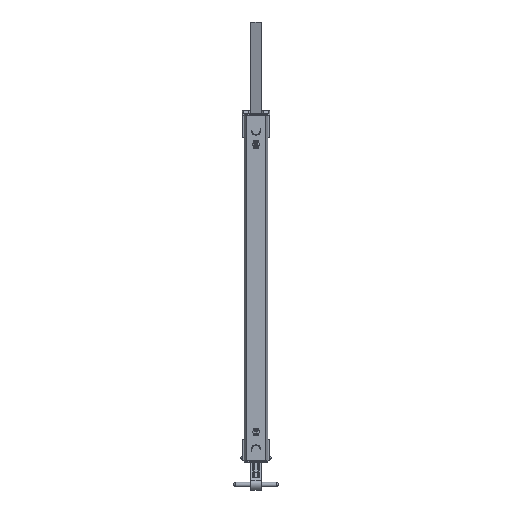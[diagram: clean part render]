
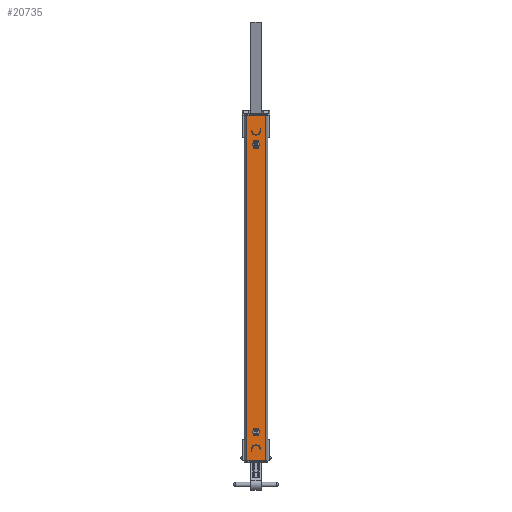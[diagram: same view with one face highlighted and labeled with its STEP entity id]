
A CAD part, front view. The second image highlights one B-rep face of the part: STEP entity #20735.
In plain terms, the highlighted planar face has unit normal (0, -1, 0).
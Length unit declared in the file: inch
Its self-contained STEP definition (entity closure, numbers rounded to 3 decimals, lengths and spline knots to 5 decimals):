
#2512 = CARTESIAN_POINT ( 'NONE',  ( 0., 0., 10. ) ) ;
#3153 = CARTESIAN_POINT ( 'NONE',  ( 0.63283, 0., -12. ) ) ;
#3634 = CARTESIAN_POINT ( 'NONE',  ( 0., 0., 10. ) ) ;
#5151 = EDGE_CURVE ( 'NONE', #57127, #84754, #79144, .T. ) ;
#5299 = ORIENTED_EDGE ( 'NONE', *, *, #60533, .T. ) ;
#7013 = AXIS2_PLACEMENT_3D ( 'NONE', #98255, #27408, #58985 ) ;
#8031 = VECTOR ( 'NONE', #98447, 39.37008 ) ;
#8316 = CARTESIAN_POINT ( 'NONE',  ( -0.63283, 0., -12. ) ) ;
#14192 = DIRECTION ( 'NONE',  ( 0., 0., -1. ) ) ;
#16446 = LINE ( 'NONE', #48007, #91019 ) ;
#19223 = ORIENTED_EDGE ( 'NONE', *, *, #54117, .T. ) ;
#20735 = ADVANCED_FACE ( 'NONE', ( #29698, #61255, #92793 ), #21941, .T. ) ;
#21941 = PLANE ( 'NONE',  #34039 ) ;
#22610 = AXIS2_PLACEMENT_3D ( 'NONE', #2512, #34046, #65594 ) ;
#23208 = ORIENTED_EDGE ( 'NONE', *, *, #82904, .F. ) ;
#23747 = DIRECTION ( 'NONE',  ( 0., 1., 0. ) ) ;
#23931 = CARTESIAN_POINT ( 'NONE',  ( 0., 0., 10.15625 ) ) ;
#27408 = DIRECTION ( 'NONE',  ( 0., 1., 0. ) ) ;
#27670 = ORIENTED_EDGE ( 'NONE', *, *, #86364, .T. ) ;
#27936 = ORIENTED_EDGE ( 'NONE', *, *, #80702, .T. ) ;
#28412 = AXIS2_PLACEMENT_3D ( 'NONE', #94593, #23747, #55313 ) ;
#29698 = FACE_BOUND ( 'NONE', #35588, .T. ) ;
#34039 = AXIS2_PLACEMENT_3D ( 'NONE', #53502, #85039, #14192 ) ;
#34046 = DIRECTION ( 'NONE',  ( 0., 1., 0. ) ) ;
#34683 = DIRECTION ( 'NONE',  ( 0., 0., 1. ) ) ;
#35159 = DIRECTION ( 'NONE',  ( 0., 1., 0. ) ) ;
#35371 = LINE ( 'NONE', #66907, #8031 ) ;
#35588 = EDGE_LOOP ( 'NONE', ( #96284, #5299 ) ) ;
#39850 = DIRECTION ( 'NONE',  ( 0., 0., -1. ) ) ;
#41065 = CARTESIAN_POINT ( 'NONE',  ( 0.63283, 0., -12. ) ) ;
#41608 = CARTESIAN_POINT ( 'NONE',  ( 0.63283, 0., 12. ) ) ;
#43493 = AXIS2_PLACEMENT_3D ( 'NONE', #3634, #35159, #66697 ) ;
#44283 = VERTEX_POINT ( 'NONE', #89026 ) ;
#46009 = VECTOR ( 'NONE', #39850, 39.37008 ) ;
#48007 = CARTESIAN_POINT ( 'NONE',  ( -0.65625, 0., -12. ) ) ;
#51608 = CIRCLE ( 'NONE', #7013, 0.15625 ) ;
#53341 = CARTESIAN_POINT ( 'NONE',  ( -0.63283, 0., -12. ) ) ;
#53502 = CARTESIAN_POINT ( 'NONE',  ( -0.65625, 0., -12. ) ) ;
#54117 = EDGE_CURVE ( 'NONE', #72026, #82814, #73981, .T. ) ;
#55313 = DIRECTION ( 'NONE',  ( 0., 0., 1. ) ) ;
#56199 = ORIENTED_EDGE ( 'NONE', *, *, #64638, .T. ) ;
#57127 = VERTEX_POINT ( 'NONE', #65556 ) ;
#58985 = DIRECTION ( 'NONE',  ( 0., 0., 1. ) ) ;
#60533 = EDGE_CURVE ( 'NONE', #93223, #79599, #73028, .T. ) ;
#61255 = FACE_BOUND ( 'NONE', #78530, .T. ) ;
#64638 = EDGE_CURVE ( 'NONE', #44283, #97613, #88094, .T. ) ;
#65556 = CARTESIAN_POINT ( 'NONE',  ( -0.63283, 0., 12. ) ) ;
#65594 = DIRECTION ( 'NONE',  ( 0., 0., 1. ) ) ;
#66697 = DIRECTION ( 'NONE',  ( 0., 0., 1. ) ) ;
#66907 = CARTESIAN_POINT ( 'NONE',  ( -0.65625, 0., 12. ) ) ;
#67209 = CIRCLE ( 'NONE', #22610, 0.15625 ) ;
#72026 = VERTEX_POINT ( 'NONE', #41065 ) ;
#73028 = CIRCLE ( 'NONE', #28412, 0.15625 ) ;
#73981 = LINE ( 'NONE', #3153, #89360 ) ;
#78530 = EDGE_LOOP ( 'NONE', ( #27936, #56199 ) ) ;
#79144 = LINE ( 'NONE', #8316, #46009 ) ;
#79535 = DIRECTION ( 'NONE',  ( 1., 0., 0. ) ) ;
#79599 = VERTEX_POINT ( 'NONE', #92596 ) ;
#80702 = EDGE_CURVE ( 'NONE', #97613, #44283, #67209, .T. ) ;
#81097 = CARTESIAN_POINT ( 'NONE',  ( 0., 0., -10.15625 ) ) ;
#82814 = VERTEX_POINT ( 'NONE', #41608 ) ;
#82904 = EDGE_CURVE ( 'NONE', #57127, #82814, #35371, .T. ) ;
#84754 = VERTEX_POINT ( 'NONE', #53341 ) ;
#85039 = DIRECTION ( 'NONE',  ( 0., -1., 0. ) ) ;
#86364 = EDGE_CURVE ( 'NONE', #84754, #72026, #16446, .T. ) ;
#88094 = CIRCLE ( 'NONE', #43493, 0.15625 ) ;
#88377 = EDGE_CURVE ( 'NONE', #79599, #93223, #51608, .T. ) ;
#89026 = CARTESIAN_POINT ( 'NONE',  ( 0., 0., 9.84375 ) ) ;
#89360 = VECTOR ( 'NONE', #34683, 39.37008 ) ;
#89927 = ORIENTED_EDGE ( 'NONE', *, *, #5151, .T. ) ;
#91019 = VECTOR ( 'NONE', #79535, 39.37008 ) ;
#92596 = CARTESIAN_POINT ( 'NONE',  ( 0., 0., -9.84375 ) ) ;
#92793 = FACE_OUTER_BOUND ( 'NONE', #101610, .T. ) ;
#93223 = VERTEX_POINT ( 'NONE', #81097 ) ;
#94593 = CARTESIAN_POINT ( 'NONE',  ( 0., 0., -10. ) ) ;
#96284 = ORIENTED_EDGE ( 'NONE', *, *, #88377, .T. ) ;
#97613 = VERTEX_POINT ( 'NONE', #23931 ) ;
#98255 = CARTESIAN_POINT ( 'NONE',  ( 0., 0., -10. ) ) ;
#98447 = DIRECTION ( 'NONE',  ( 1., 0., 0. ) ) ;
#101610 = EDGE_LOOP ( 'NONE', ( #23208, #89927, #27670, #19223 ) ) ;
